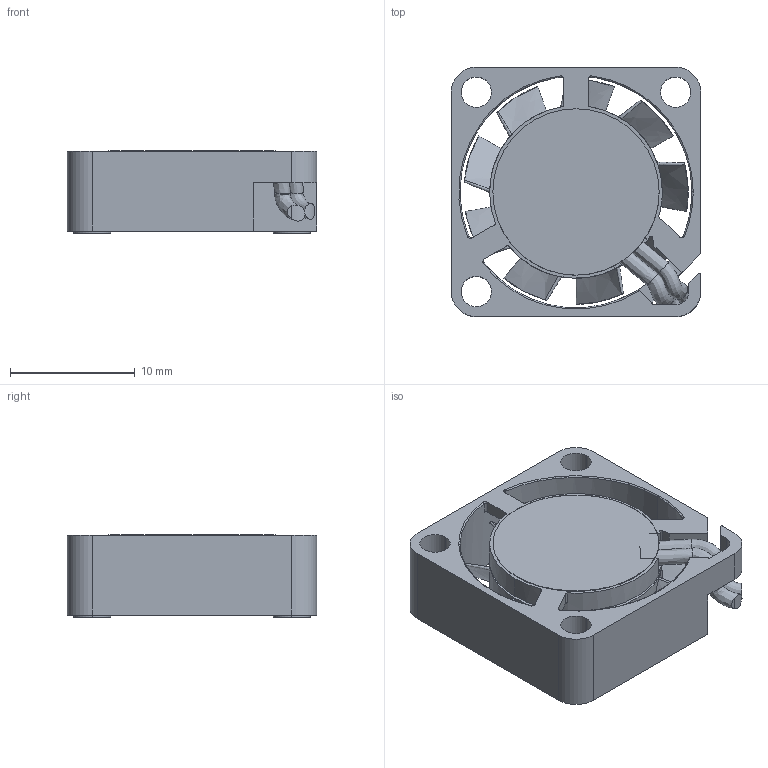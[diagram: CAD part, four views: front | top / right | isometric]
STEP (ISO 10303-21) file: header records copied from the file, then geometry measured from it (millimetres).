
FILE_DESCRIPTION (( 'STEP AP203' ), '1' );
FILE_NAME ('Fan1.STEP', '2024-05-07T23:38:19', ( 'FARO Preferred User' ), ( 'Microsoft' ), 'SwSTEP 2.0', 'SolidWorks 2004231', '' );
FILE_SCHEMA (( 'CONFIG_CONTROL_DESIGN' ));
Length unit declared in the file: millimetre
Products named in the file (1): Fan1
Bounding box: 20.02 x 20.02 x 6.65 mm (x, y, z)
Volume: 1551.7 mm3; surface area: 2672.9 mm2
Topology: 1 solids, 1 shells, 135 faces, 373 edges, 249 vertices
Faces by surface type: cylinder 57, plane 40, bspline 30, torus 8
Entity records: 8835 total; most frequent: CARTESIAN_POINT 5415, ORIENTED_EDGE 746, DIRECTION 630, EDGE_CURVE 373, VERTEX_POINT 249, AXIS2_PLACEMENT_3D 249, EDGE_LOOP 162, CIRCLE 143
